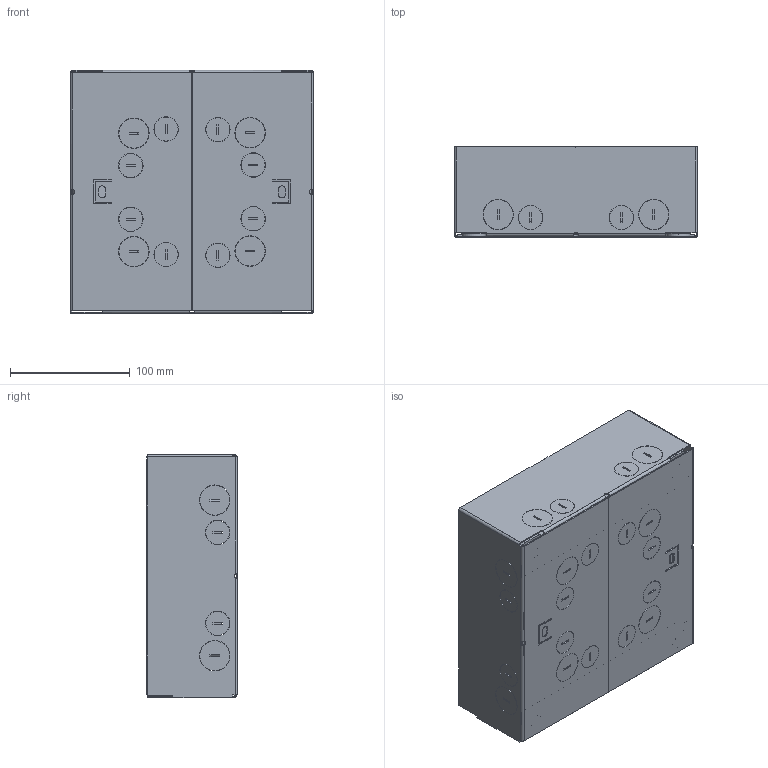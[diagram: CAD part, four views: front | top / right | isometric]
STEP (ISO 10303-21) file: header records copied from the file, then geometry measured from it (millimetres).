
FILE_DESCRIPTION((''),'2;1');
FILE_NAME('T-00987_ASM','2022-10-19T13:18:49',('letterg'),(''),'CREO PARAMETRIC BY PTC INC, 2022024','CREO PARAMETRIC BY PTC INC, 2022024','');
FILE_SCHEMA(('AUTOMOTIVE_DESIGN { 1 0 10303 214 1 1 1 1 }'));
Length unit declared in the file: millimetre
Products named in the file (21): T-00658; 60449-M; 60450-M; T-00714; U09096; T-00758_ASM; T-00596; T-00595; T-00809_ASM; T-00728; T-00582; T-00592S; T-00591S; T-00724S; T-00780S_ASM; T-00856_ASM; T-00937_ASM; T-00810; T-00811_ASM; T-00812_ASM; T-00987_ASM
Assembly tree (35 placements, depth 5):
  T-00987_ASM
    T-00758_ASM
      T-00658
      60449-M  x4
      60450-M  x4
      T-00714  x4
      U09096  x4
    T-00937_ASM
      T-00809_ASM
        T-00596
        T-00595
      T-00728  x4
      T-00856_ASM
        T-00582
        T-00780S_ASM
          T-00592S
          T-00591S
          T-00724S
    T-00812_ASM
      T-00811_ASM
        T-00810
Bounding box: 203 x 76 x 203.25 mm (x, y, z)
Volume: 410931.2 mm3; surface area: 547125.5 mm2
Topology: 28 solids, 28 shells, 1462 faces, 3963 edges, 2564 vertices
Faces by surface type: plane 915, cylinder 329, cone 126, torus 72, bspline 20
Entity records: 37419 total; most frequent: CARTESIAN_POINT 7709, ORIENTED_EDGE 5610, DIRECTION 5520, EDGE_CURVE 2805, VECTOR 2168, LINE 2168, VERTEX_POINT 1796, AXIS2_PLACEMENT_3D 1676
